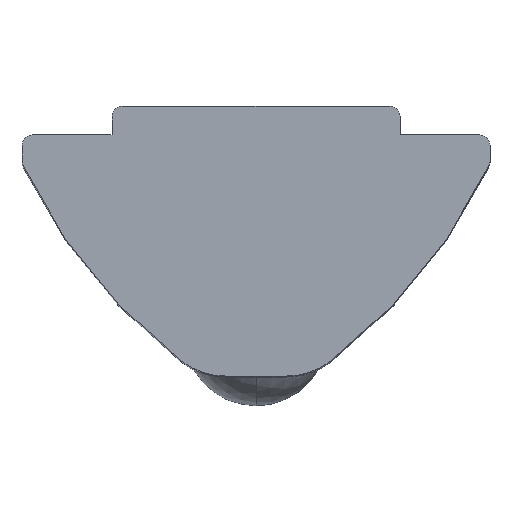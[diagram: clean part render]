
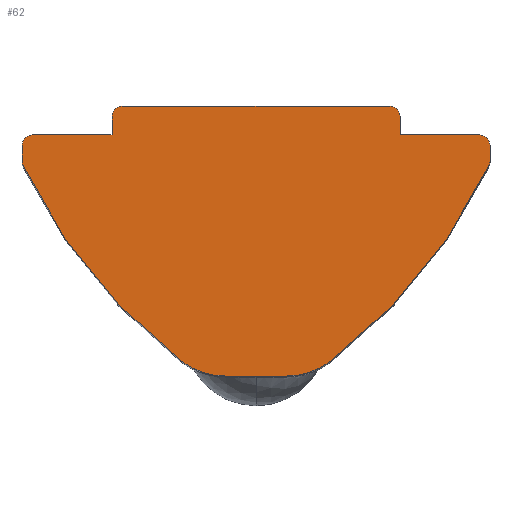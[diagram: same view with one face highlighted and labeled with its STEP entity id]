
A CAD part, top view. The second image highlights one B-rep face of the part: STEP entity #62.
In plain terms, the highlighted planar face has unit normal (0, 0, 1).
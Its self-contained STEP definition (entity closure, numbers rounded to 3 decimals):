
#1 = CARTESIAN_POINT ( 'NONE',  ( 2.065, -7.088, 10.5 ) ) ;
#8 = CARTESIAN_POINT ( 'NONE',  ( -4., -0.8, 10.5 ) ) ;
#10 = EDGE_CURVE ( 'NONE', #299, #470, #44, .T. ) ;
#15 = ORIENTED_EDGE ( 'NONE', *, *, #962, .T. ) ;
#30 = DIRECTION ( 'NONE',  ( 1., 0., 0. ) ) ;
#37 = DIRECTION ( 'NONE',  ( 0., 0., 1. ) ) ;
#40 = DIRECTION ( 'NONE',  ( 1., 0., 0. ) ) ;
#41 = ORIENTED_EDGE ( 'NONE', *, *, #330, .T. ) ;
#44 = LINE ( 'NONE', #619, #184 ) ;
#50 = DIRECTION ( 'NONE',  ( 0., 0., 1. ) ) ;
#52 = VERTEX_POINT ( 'NONE', #292 ) ;
#53 = CIRCLE ( 'NONE', #819, 15. ) ;
#54 = EDGE_CURVE ( 'NONE', #758, #383, #316, .T. ) ;
#56 = DIRECTION ( 'NONE',  ( -1., 0., 0. ) ) ;
#61 = LINE ( 'NONE', #238, #711 ) ;
#62 = ADVANCED_FACE ( 'NONE', ( #881 ), #69, .T. ) ;
#68 = ORIENTED_EDGE ( 'NONE', *, *, #474, .T. ) ;
#69 = PLANE ( 'NONE',  #358 ) ;
#74 = CARTESIAN_POINT ( 'NONE',  ( 4., 0., 10.5 ) ) ;
#83 = CIRCLE ( 'NONE', #539, 15. ) ;
#99 = ORIENTED_EDGE ( 'NONE', *, *, #500, .T. ) ;
#101 = EDGE_CURVE ( 'NONE', #569, #299, #686, .T. ) ;
#107 = EDGE_CURVE ( 'NONE', #812, #349, #53, .T. ) ;
#110 = LINE ( 'NONE', #761, #906 ) ;
#129 = ORIENTED_EDGE ( 'NONE', *, *, #723, .T. ) ;
#136 = ORIENTED_EDGE ( 'NONE', *, *, #707, .T. ) ;
#137 = AXIS2_PLACEMENT_3D ( 'NONE', #223, #555, #879 ) ;
#139 = CARTESIAN_POINT ( 'NONE',  ( 4., -0.8, 10.5 ) ) ;
#141 = DIRECTION ( 'NONE',  ( 0., 0., 1. ) ) ;
#143 = EDGE_CURVE ( 'NONE', #605, #294, #754, .T. ) ;
#153 = DIRECTION ( 'NONE',  ( 0., 0., 1. ) ) ;
#168 = VECTOR ( 'NONE', #835, 1000. ) ;
#169 = DIRECTION ( 'NONE',  ( 0., 0., 1. ) ) ;
#174 = DIRECTION ( 'NONE',  ( 1., 0., 0. ) ) ;
#175 = CARTESIAN_POINT ( 'NONE',  ( -2.065, -7.088, 10.5 ) ) ;
#184 = VECTOR ( 'NONE', #56, 1000. ) ;
#188 = ORIENTED_EDGE ( 'NONE', *, *, #107, .T. ) ;
#191 = CARTESIAN_POINT ( 'NONE',  ( 6.2, -0.8, 10.5 ) ) ;
#205 = CARTESIAN_POINT ( 'NONE',  ( -3.7, -0.3, 10.5 ) ) ;
#207 = AXIS2_PLACEMENT_3D ( 'NONE', #486, #740, #174 ) ;
#210 = CARTESIAN_POINT ( 'NONE',  ( 3.7, 0., 10.5 ) ) ;
#213 = CARTESIAN_POINT ( 'NONE',  ( 7.057, 4.82, 10.5 ) ) ;
#223 = CARTESIAN_POINT ( 'NONE',  ( 6.2, -1.532, 10.5 ) ) ;
#230 = VERTEX_POINT ( 'NONE', #577 ) ;
#238 = CARTESIAN_POINT ( 'NONE',  ( 6.5, -0.8, 10.5 ) ) ;
#251 = DIRECTION ( 'NONE',  ( 1., 0., 0. ) ) ;
#255 = CARTESIAN_POINT ( 'NONE',  ( -6.5, -0.8, 10.5 ) ) ;
#263 = CARTESIAN_POINT ( 'NONE',  ( -6.471, -1.662, 10.5 ) ) ;
#267 = LINE ( 'NONE', #255, #515 ) ;
#292 = CARTESIAN_POINT ( 'NONE',  ( -6.5, -1.1, 10.5 ) ) ;
#294 = VERTEX_POINT ( 'NONE', #263 ) ;
#299 = VERTEX_POINT ( 'NONE', #191 ) ;
#302 = LINE ( 'NONE', #637, #1063 ) ;
#310 = EDGE_CURVE ( 'NONE', #52, #605, #267, .T. ) ;
#315 = ORIENTED_EDGE ( 'NONE', *, *, #101, .T. ) ;
#316 = CIRCLE ( 'NONE', #685, 0.3 ) ;
#323 = VERTEX_POINT ( 'NONE', #846 ) ;
#330 = EDGE_CURVE ( 'NONE', #950, #596, #497, .T. ) ;
#339 = DIRECTION ( 'NONE',  ( 0., 0., 1. ) ) ;
#349 = VERTEX_POINT ( 'NONE', #1004 ) ;
#352 = DIRECTION ( 'NONE',  ( 0., -1., 0. ) ) ;
#358 = AXIS2_PLACEMENT_3D ( 'NONE', #398, #1053, #369 ) ;
#363 = CIRCLE ( 'NONE', #734, 2. ) ;
#366 = EDGE_CURVE ( 'NONE', #230, #550, #649, .T. ) ;
#369 = DIRECTION ( 'NONE',  ( 1., 0., 0. ) ) ;
#383 = VERTEX_POINT ( 'NONE', #682 ) ;
#387 = CARTESIAN_POINT ( 'NONE',  ( 0.849, -5.5, 10.5 ) ) ;
#394 = AXIS2_PLACEMENT_3D ( 'NONE', #851, #339, #603 ) ;
#398 = CARTESIAN_POINT ( 'NONE',  ( -7.057, 4.82, 10.5 ) ) ;
#402 = DIRECTION ( 'NONE',  ( 1., 0., 0. ) ) ;
#420 = DIRECTION ( 'NONE',  ( 0., -1., 0. ) ) ;
#423 = CARTESIAN_POINT ( 'NONE',  ( 6.2, -1.1, 10.5 ) ) ;
#426 = CARTESIAN_POINT ( 'NONE',  ( -3.7, 0., 10.5 ) ) ;
#429 = VERTEX_POINT ( 'NONE', #8 ) ;
#443 = CARTESIAN_POINT ( 'NONE',  ( -0.849, -5.5, 10.5 ) ) ;
#448 = DIRECTION ( 'NONE',  ( 0., 0., 1. ) ) ;
#464 = AXIS2_PLACEMENT_3D ( 'NONE', #877, #141, #1046 ) ;
#470 = VERTEX_POINT ( 'NONE', #139 ) ;
#473 = CARTESIAN_POINT ( 'NONE',  ( -6.5, -1.532, 10.5 ) ) ;
#474 = EDGE_CURVE ( 'NONE', #596, #812, #363, .T. ) ;
#486 = CARTESIAN_POINT ( 'NONE',  ( -6.2, -1.532, 10.5 ) ) ;
#492 = AXIS2_PLACEMENT_3D ( 'NONE', #423, #169, #402 ) ;
#497 = LINE ( 'NONE', #526, #1060 ) ;
#500 = EDGE_CURVE ( 'NONE', #294, #785, #83, .T. ) ;
#515 = VECTOR ( 'NONE', #420, 1000. ) ;
#522 = ORIENTED_EDGE ( 'NONE', *, *, #366, .T. ) ;
#524 = CARTESIAN_POINT ( 'NONE',  ( -4., 0., 10.5 ) ) ;
#526 = CARTESIAN_POINT ( 'NONE',  ( -1.5, -7.5, 10.5 ) ) ;
#539 = AXIS2_PLACEMENT_3D ( 'NONE', #213, #448, #40 ) ;
#544 = DIRECTION ( 'NONE',  ( 0., 0., 1. ) ) ;
#550 = VERTEX_POINT ( 'NONE', #210 ) ;
#555 = DIRECTION ( 'NONE',  ( 0., 0., 1. ) ) ;
#567 = DIRECTION ( 'NONE',  ( 0., 1., 0. ) ) ;
#569 = VERTEX_POINT ( 'NONE', #628 ) ;
#577 = CARTESIAN_POINT ( 'NONE',  ( 4., -0.3, 10.5 ) ) ;
#581 = LINE ( 'NONE', #524, #168 ) ;
#596 = VERTEX_POINT ( 'NONE', #641 ) ;
#600 = CIRCLE ( 'NONE', #137, 0.3 ) ;
#603 = DIRECTION ( 'NONE',  ( 1., 0., 0. ) ) ;
#605 = VERTEX_POINT ( 'NONE', #473 ) ;
#619 = CARTESIAN_POINT ( 'NONE',  ( 4., -0.8, 10.5 ) ) ;
#628 = CARTESIAN_POINT ( 'NONE',  ( 6.5, -1.1, 10.5 ) ) ;
#637 = CARTESIAN_POINT ( 'NONE',  ( -4., -0.8, 10.5 ) ) ;
#641 = CARTESIAN_POINT ( 'NONE',  ( 0.849, -7.5, 10.5 ) ) ;
#644 = ORIENTED_EDGE ( 'NONE', *, *, #715, .T. ) ;
#649 = CIRCLE ( 'NONE', #394, 0.3 ) ;
#650 = VECTOR ( 'NONE', #1061, 1000. ) ;
#660 = DIRECTION ( 'NONE',  ( 1., 0., 0. ) ) ;
#666 = EDGE_CURVE ( 'NONE', #470, #230, #810, .T. ) ;
#673 = EDGE_LOOP ( 'NONE', ( #41, #68, #188, #129, #677, #315, #992, #839, #522, #769, #826, #953, #644, #136, #923, #683, #99, #15 ) ) ;
#677 = ORIENTED_EDGE ( 'NONE', *, *, #695, .T. ) ;
#682 = CARTESIAN_POINT ( 'NONE',  ( -4., -0.3, 10.5 ) ) ;
#683 = ORIENTED_EDGE ( 'NONE', *, *, #143, .T. ) ;
#685 = AXIS2_PLACEMENT_3D ( 'NONE', #205, #544, #868 ) ;
#686 = CIRCLE ( 'NONE', #492, 0.3 ) ;
#695 = EDGE_CURVE ( 'NONE', #804, #569, #61, .T. ) ;
#707 = EDGE_CURVE ( 'NONE', #323, #52, #929, .T. ) ;
#711 = VECTOR ( 'NONE', #567, 1000. ) ;
#715 = EDGE_CURVE ( 'NONE', #429, #323, #302, .T. ) ;
#723 = EDGE_CURVE ( 'NONE', #349, #804, #600, .T. ) ;
#734 = AXIS2_PLACEMENT_3D ( 'NONE', #387, #50, #940 ) ;
#740 = DIRECTION ( 'NONE',  ( 0., 0., 1. ) ) ;
#751 = CIRCLE ( 'NONE', #924, 2. ) ;
#754 = CIRCLE ( 'NONE', #207, 0.3 ) ;
#758 = VERTEX_POINT ( 'NONE', #426 ) ;
#761 = CARTESIAN_POINT ( 'NONE',  ( -4., 0., 10.5 ) ) ;
#769 = ORIENTED_EDGE ( 'NONE', *, *, #801, .T. ) ;
#785 = VERTEX_POINT ( 'NONE', #175 ) ;
#801 = EDGE_CURVE ( 'NONE', #550, #758, #581, .T. ) ;
#804 = VERTEX_POINT ( 'NONE', #989 ) ;
#810 = LINE ( 'NONE', #74, #650 ) ;
#812 = VERTEX_POINT ( 'NONE', #1 ) ;
#819 = AXIS2_PLACEMENT_3D ( 'NONE', #977, #153, #660 ) ;
#826 = ORIENTED_EDGE ( 'NONE', *, *, #54, .T. ) ;
#835 = DIRECTION ( 'NONE',  ( -1., 0., 0. ) ) ;
#839 = ORIENTED_EDGE ( 'NONE', *, *, #666, .T. ) ;
#846 = CARTESIAN_POINT ( 'NONE',  ( -6.2, -0.8, 10.5 ) ) ;
#851 = CARTESIAN_POINT ( 'NONE',  ( 3.7, -0.3, 10.5 ) ) ;
#861 = CARTESIAN_POINT ( 'NONE',  ( -0.849, -7.5, 10.5 ) ) ;
#868 = DIRECTION ( 'NONE',  ( 1., 0., 0. ) ) ;
#876 = EDGE_CURVE ( 'NONE', #383, #429, #110, .T. ) ;
#877 = CARTESIAN_POINT ( 'NONE',  ( -6.2, -1.1, 10.5 ) ) ;
#879 = DIRECTION ( 'NONE',  ( 1., 0., 0. ) ) ;
#881 = FACE_OUTER_BOUND ( 'NONE', #673, .T. ) ;
#906 = VECTOR ( 'NONE', #352, 1000. ) ;
#923 = ORIENTED_EDGE ( 'NONE', *, *, #310, .T. ) ;
#924 = AXIS2_PLACEMENT_3D ( 'NONE', #443, #37, #30 ) ;
#929 = CIRCLE ( 'NONE', #464, 0.3 ) ;
#940 = DIRECTION ( 'NONE',  ( 1., 0., 0. ) ) ;
#950 = VERTEX_POINT ( 'NONE', #861 ) ;
#953 = ORIENTED_EDGE ( 'NONE', *, *, #876, .T. ) ;
#962 = EDGE_CURVE ( 'NONE', #785, #950, #751, .T. ) ;
#963 = DIRECTION ( 'NONE',  ( -1., 0., 0. ) ) ;
#977 = CARTESIAN_POINT ( 'NONE',  ( -7.057, 4.82, 10.5 ) ) ;
#989 = CARTESIAN_POINT ( 'NONE',  ( 6.5, -1.532, 10.5 ) ) ;
#992 = ORIENTED_EDGE ( 'NONE', *, *, #10, .T. ) ;
#1004 = CARTESIAN_POINT ( 'NONE',  ( 6.471, -1.662, 10.5 ) ) ;
#1046 = DIRECTION ( 'NONE',  ( 1., 0., 0. ) ) ;
#1053 = DIRECTION ( 'NONE',  ( 0., 0., 1. ) ) ;
#1060 = VECTOR ( 'NONE', #251, 1000. ) ;
#1061 = DIRECTION ( 'NONE',  ( 0., 1., 0. ) ) ;
#1063 = VECTOR ( 'NONE', #963, 1000. ) ;
